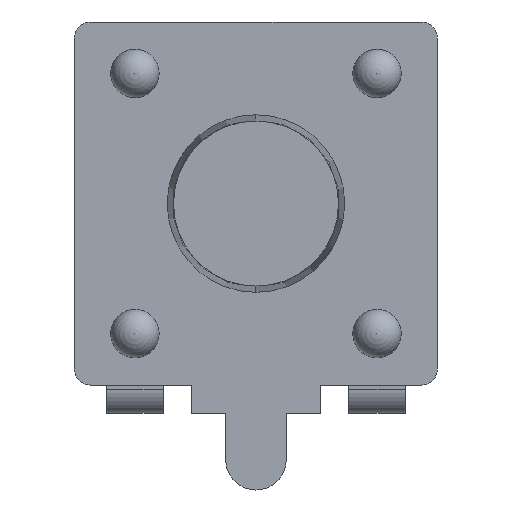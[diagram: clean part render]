
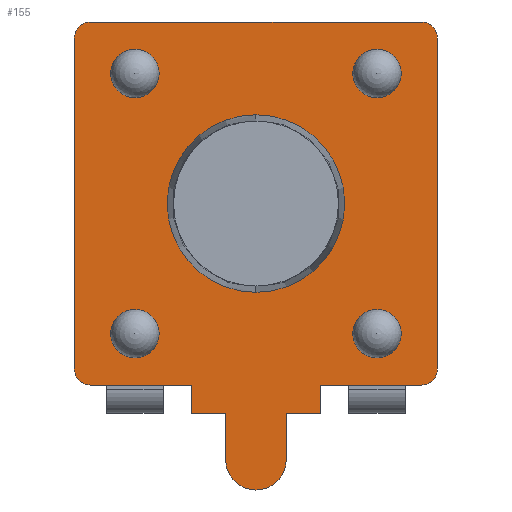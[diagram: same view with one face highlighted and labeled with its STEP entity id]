
A CAD part, front view. The second image highlights one B-rep face of the part: STEP entity #155.
In plain terms, the highlighted planar face has unit normal (0, -1, 0).
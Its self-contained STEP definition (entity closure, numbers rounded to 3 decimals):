
#118 = VERTEX_POINT('',#119);
#119 = CARTESIAN_POINT('',(0.,-1.5,
    3.65));
#137 = VERTEX_POINT('',#138);
#138 = CARTESIAN_POINT('',(0.,-1.5,
    1.45));
#144 = EDGE_CURVE('',#118,#137,#145,.T.);
#145 = CIRCLE('',#146,1.1);
#146 = AXIS2_PLACEMENT_3D('',#147,#148,#149);
#147 = CARTESIAN_POINT('',(0.,-1.5,
    2.55));
#148 = DIRECTION('',(0.,-1.,0.));
#149 = DIRECTION('',(0.,0.,-1.));
#155 = ADVANCED_FACE('',(#156,#300),#310,.T.);
#156 = FACE_BOUND('',#157,.T.);
#157 = EDGE_LOOP('',(#158,#169,#178,#186,#194,#202,#210,#219,#227,#236,
    #244,#253,#261,#270,#278,#286,#294));
#158 = ORIENTED_EDGE('',*,*,#159,.T.);
#159 = EDGE_CURVE('',#160,#162,#164,.T.);
#160 = VERTEX_POINT('',#161);
#161 = CARTESIAN_POINT('',(-0.375,-1.5,
    -0.625));
#162 = VERTEX_POINT('',#163);
#163 = CARTESIAN_POINT('',(0.,-1.5,
    -1.));
#164 = CIRCLE('',#165,0.375);
#165 = AXIS2_PLACEMENT_3D('',#166,#167,#168);
#166 = CARTESIAN_POINT('',(0.,-1.5,
    -0.625));
#167 = DIRECTION('',(0.,-1.,0.));
#168 = DIRECTION('',(0.,0.,-1.));
#169 = ORIENTED_EDGE('',*,*,#170,.T.);
#170 = EDGE_CURVE('',#162,#171,#173,.T.);
#171 = VERTEX_POINT('',#172);
#172 = CARTESIAN_POINT('',(0.375,-1.5,
    -0.625));
#173 = CIRCLE('',#174,0.375);
#174 = AXIS2_PLACEMENT_3D('',#175,#176,#177);
#175 = CARTESIAN_POINT('',(0.,-1.5,
    -0.625));
#176 = DIRECTION('',(0.,-1.,0.));
#177 = DIRECTION('',(0.,0.,-1.));
#178 = ORIENTED_EDGE('',*,*,#179,.T.);
#179 = EDGE_CURVE('',#171,#180,#182,.T.);
#180 = VERTEX_POINT('',#181);
#181 = CARTESIAN_POINT('',(0.375,-1.5,
    -0.05));
#182 = LINE('',#183,#184);
#183 = CARTESIAN_POINT('',(0.375,-1.5,
    -0.05));
#184 = VECTOR('',#185,1.);
#185 = DIRECTION('',(0.,0.,1.));
#186 = ORIENTED_EDGE('',*,*,#187,.T.);
#187 = EDGE_CURVE('',#180,#188,#190,.T.);
#188 = VERTEX_POINT('',#189);
#189 = CARTESIAN_POINT('',(0.8,-1.5,
    -0.05));
#190 = LINE('',#191,#192);
#191 = CARTESIAN_POINT('',(0.8,-1.5,
    -0.05));
#192 = VECTOR('',#193,1.);
#193 = DIRECTION('',(1.,0.,0.));
#194 = ORIENTED_EDGE('',*,*,#195,.T.);
#195 = EDGE_CURVE('',#188,#196,#198,.T.);
#196 = VERTEX_POINT('',#197);
#197 = CARTESIAN_POINT('',(0.8,-1.5,0.3
    ));
#198 = LINE('',#199,#200);
#199 = CARTESIAN_POINT('',(0.8,-1.5,0.3
    ));
#200 = VECTOR('',#201,1.);
#201 = DIRECTION('',(0.,0.,1.));
#202 = ORIENTED_EDGE('',*,*,#203,.T.);
#203 = EDGE_CURVE('',#196,#204,#206,.T.);
#204 = VERTEX_POINT('',#205);
#205 = CARTESIAN_POINT('',(2.05,-1.5,0.3
    ));
#206 = LINE('',#207,#208);
#207 = CARTESIAN_POINT('',(0.8,-1.5,0.3
    ));
#208 = VECTOR('',#209,1.);
#209 = DIRECTION('',(1.,0.,0.));
#210 = ORIENTED_EDGE('',*,*,#211,.T.);
#211 = EDGE_CURVE('',#204,#212,#214,.T.);
#212 = VERTEX_POINT('',#213);
#213 = CARTESIAN_POINT('',(2.25,-1.5,0.5
    ));
#214 = CIRCLE('',#215,0.2);
#215 = AXIS2_PLACEMENT_3D('',#216,#217,#218);
#216 = CARTESIAN_POINT('',(2.05,-1.5,0.5
    ));
#217 = DIRECTION('',(0.,-1.,0.));
#218 = DIRECTION('',(0.,0.,1.));
#219 = ORIENTED_EDGE('',*,*,#220,.T.);
#220 = EDGE_CURVE('',#212,#221,#223,.T.);
#221 = VERTEX_POINT('',#222);
#222 = CARTESIAN_POINT('',(2.25,-1.5,4.6
    ));
#223 = LINE('',#224,#225);
#224 = CARTESIAN_POINT('',(2.25,-1.5,0.5
    ));
#225 = VECTOR('',#226,1.);
#226 = DIRECTION('',(0.,0.,1.));
#227 = ORIENTED_EDGE('',*,*,#228,.T.);
#228 = EDGE_CURVE('',#221,#229,#231,.T.);
#229 = VERTEX_POINT('',#230);
#230 = CARTESIAN_POINT('',(2.05,-1.5,4.8
    ));
#231 = CIRCLE('',#232,0.2);
#232 = AXIS2_PLACEMENT_3D('',#233,#234,#235);
#233 = CARTESIAN_POINT('',(2.05,-1.5,4.6
    ));
#234 = DIRECTION('',(0.,-1.,0.));
#235 = DIRECTION('',(0.,0.,-1.));
#236 = ORIENTED_EDGE('',*,*,#237,.T.);
#237 = EDGE_CURVE('',#229,#238,#240,.T.);
#238 = VERTEX_POINT('',#239);
#239 = CARTESIAN_POINT('',(-2.05,-1.5,
    4.8));
#240 = LINE('',#241,#242);
#241 = CARTESIAN_POINT('',(-2.05,-1.5,
    4.8));
#242 = VECTOR('',#243,1.);
#243 = DIRECTION('',(-1.,-0.,0.));
#244 = ORIENTED_EDGE('',*,*,#245,.T.);
#245 = EDGE_CURVE('',#238,#246,#248,.T.);
#246 = VERTEX_POINT('',#247);
#247 = CARTESIAN_POINT('',(-2.25,-1.5,
    4.6));
#248 = CIRCLE('',#249,0.2);
#249 = AXIS2_PLACEMENT_3D('',#250,#251,#252);
#250 = CARTESIAN_POINT('',(-2.05,-1.5,
    4.6));
#251 = DIRECTION('',(0.,-1.,0.));
#252 = DIRECTION('',(0.,0.,-1.));
#253 = ORIENTED_EDGE('',*,*,#254,.T.);
#254 = EDGE_CURVE('',#246,#255,#257,.T.);
#255 = VERTEX_POINT('',#256);
#256 = CARTESIAN_POINT('',(-2.25,-1.5,
    0.5));
#257 = LINE('',#258,#259);
#258 = CARTESIAN_POINT('',(-2.25,-1.5,
    0.5));
#259 = VECTOR('',#260,1.);
#260 = DIRECTION('',(-0.,-0.,-1.));
#261 = ORIENTED_EDGE('',*,*,#262,.T.);
#262 = EDGE_CURVE('',#255,#263,#265,.T.);
#263 = VERTEX_POINT('',#264);
#264 = CARTESIAN_POINT('',(-2.05,-1.5,
    0.3));
#265 = CIRCLE('',#266,0.2);
#266 = AXIS2_PLACEMENT_3D('',#267,#268,#269);
#267 = CARTESIAN_POINT('',(-2.05,-1.5,
    0.5));
#268 = DIRECTION('',(0.,-1.,0.));
#269 = DIRECTION('',(0.,0.,-1.));
#270 = ORIENTED_EDGE('',*,*,#271,.T.);
#271 = EDGE_CURVE('',#263,#272,#274,.T.);
#272 = VERTEX_POINT('',#273);
#273 = CARTESIAN_POINT('',(-0.8,-1.5,
    0.3));
#274 = LINE('',#275,#276);
#275 = CARTESIAN_POINT('',(-2.05,-1.5,
    0.3));
#276 = VECTOR('',#277,1.);
#277 = DIRECTION('',(1.,0.,0.));
#278 = ORIENTED_EDGE('',*,*,#279,.T.);
#279 = EDGE_CURVE('',#272,#280,#282,.T.);
#280 = VERTEX_POINT('',#281);
#281 = CARTESIAN_POINT('',(-0.8,-1.5,
    -0.05));
#282 = LINE('',#283,#284);
#283 = CARTESIAN_POINT('',(-0.8,-1.5,
    0.3));
#284 = VECTOR('',#285,1.);
#285 = DIRECTION('',(0.,0.,-1.));
#286 = ORIENTED_EDGE('',*,*,#287,.T.);
#287 = EDGE_CURVE('',#280,#288,#290,.T.);
#288 = VERTEX_POINT('',#289);
#289 = CARTESIAN_POINT('',(-0.375,-1.5,
    -0.05));
#290 = LINE('',#291,#292);
#291 = CARTESIAN_POINT('',(-0.8,-1.5,
    -0.05));
#292 = VECTOR('',#293,1.);
#293 = DIRECTION('',(1.,0.,0.));
#294 = ORIENTED_EDGE('',*,*,#295,.T.);
#295 = EDGE_CURVE('',#288,#160,#296,.T.);
#296 = LINE('',#297,#298);
#297 = CARTESIAN_POINT('',(-0.375,-1.5,
    -0.05));
#298 = VECTOR('',#299,1.);
#299 = DIRECTION('',(0.,0.,-1.));
#300 = FACE_BOUND('',#301,.T.);
#301 = EDGE_LOOP('',(#302,#303));
#302 = ORIENTED_EDGE('',*,*,#144,.F.);
#303 = ORIENTED_EDGE('',*,*,#304,.F.);
#304 = EDGE_CURVE('',#137,#118,#305,.T.);
#305 = CIRCLE('',#306,1.1);
#306 = AXIS2_PLACEMENT_3D('',#307,#308,#309);
#307 = CARTESIAN_POINT('',(0.,-1.5,
    2.55));
#308 = DIRECTION('',(0.,-1.,0.));
#309 = DIRECTION('',(0.,0.,-1.));
#310 = PLANE('',#311);
#311 = AXIS2_PLACEMENT_3D('',#312,#313,#314);
#312 = CARTESIAN_POINT('',(-2.05,-1.5,
    0.5));
#313 = DIRECTION('',(0.,-1.,0.));
#314 = DIRECTION('',(0.,0.,-1.));
